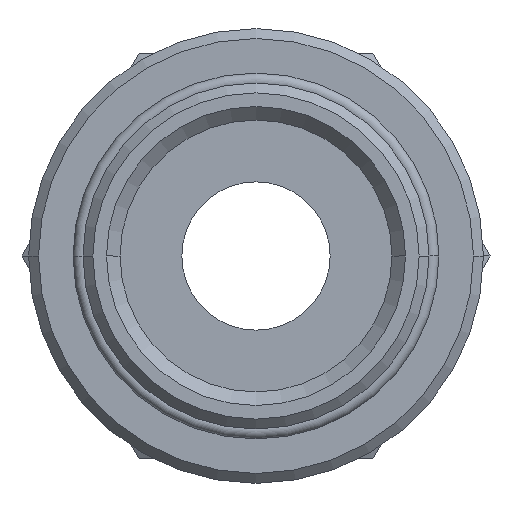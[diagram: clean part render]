
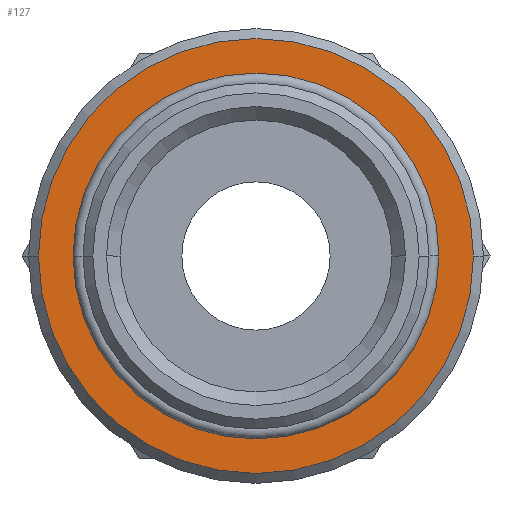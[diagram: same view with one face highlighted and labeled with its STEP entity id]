
A CAD part, front view. The second image highlights one B-rep face of the part: STEP entity #127.
In plain terms, the highlighted planar face has unit normal (0, -1, 0).
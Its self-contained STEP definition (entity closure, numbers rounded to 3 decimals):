
#127=ADVANCED_FACE('',(#291,#292),#293,.T.);
#291=FACE_OUTER_BOUND('',#496,.T.);
#292=FACE_BOUND('',#497,.T.);
#293=PLANE('',#498);
#496=EDGE_LOOP('',(#792,#793));
#497=EDGE_LOOP('',(#794,#795));
#498=AXIS2_PLACEMENT_3D('',#796,#797,#798);
#792=ORIENTED_EDGE('',*,*,#1231,.F.);
#793=ORIENTED_EDGE('',*,*,#1232,.F.);
#794=ORIENTED_EDGE('',*,*,#1197,.T.);
#795=ORIENTED_EDGE('',*,*,#1199,.T.);
#796=CARTESIAN_POINT('',(19.75,10.0,0.0));
#797=DIRECTION('',(0.,-1.0,0.0));
#798=DIRECTION('',(-1.0,0.,-0.0));
#1197=EDGE_CURVE('',#1423,#1426,#1428,.T.);
#1199=EDGE_CURVE('',#1426,#1423,#1430,.T.);
#1231=EDGE_CURVE('',#1476,#1477,#1478,.T.);
#1232=EDGE_CURVE('',#1477,#1476,#1479,.T.);
#1423=VERTEX_POINT('',#1834);
#1426=VERTEX_POINT('',#1838);
#1428=CIRCLE('',#1841,17.5);
#1430=CIRCLE('',#1843,17.5);
#1476=VERTEX_POINT('',#1917);
#1477=VERTEX_POINT('',#1918);
#1478=CIRCLE('',#1919,22.0);
#1479=CIRCLE('',#1920,22.0);
#1834=CARTESIAN_POINT('',(17.5,10.0,0.0));
#1838=CARTESIAN_POINT('',(-17.5,10.0,0.));
#1841=AXIS2_PLACEMENT_3D('',#2241,#2242,#2243);
#1843=AXIS2_PLACEMENT_3D('',#2244,#2245,#2246);
#1917=CARTESIAN_POINT('',(22.0,10.0,0.0));
#1918=CARTESIAN_POINT('',(-22.0,10.0,0.));
#1919=AXIS2_PLACEMENT_3D('',#2295,#2296,#2297);
#1920=AXIS2_PLACEMENT_3D('',#2298,#2299,#2300);
#2241=CARTESIAN_POINT('',(0.0,10.0,0.0));
#2242=DIRECTION('',(-0.0,1.0,0.0));
#2243=DIRECTION('',(1.0,0.0,0.0));
#2244=CARTESIAN_POINT('',(0.0,10.0,0.0));
#2245=DIRECTION('',(-0.0,1.0,0.0));
#2246=DIRECTION('',(1.0,0.0,0.0));
#2295=CARTESIAN_POINT('',(0.0,10.0,0.0));
#2296=DIRECTION('',(-0.0,1.0,0.0));
#2297=DIRECTION('',(1.0,0.0,0.0));
#2298=CARTESIAN_POINT('',(0.0,10.0,0.0));
#2299=DIRECTION('',(-0.0,1.0,0.0));
#2300=DIRECTION('',(1.0,0.0,0.0));
